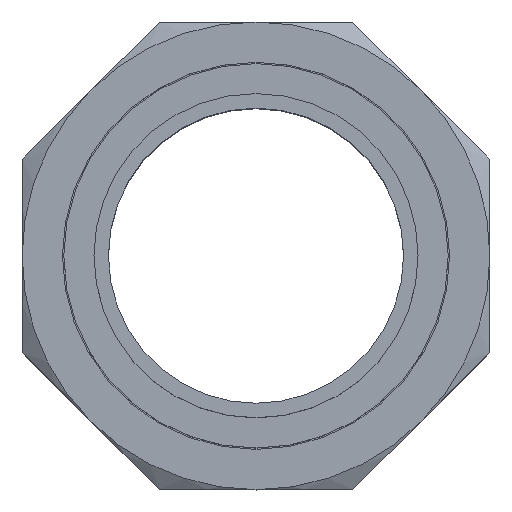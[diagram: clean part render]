
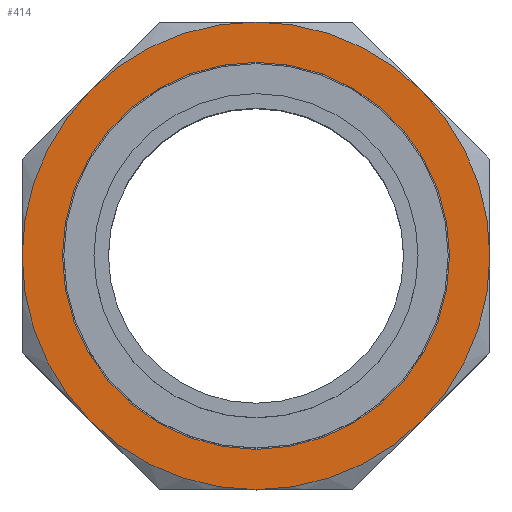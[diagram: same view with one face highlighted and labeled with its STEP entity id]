
A CAD part, top view. The second image highlights one B-rep face of the part: STEP entity #414.
In plain terms, the highlighted planar face has unit normal (0, 0, 1).
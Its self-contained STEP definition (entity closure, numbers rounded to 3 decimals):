
#173 = CARTESIAN_POINT ( 'NONE',  ( 43.5, 0., 15.5 ) ) ;
#235 = ORIENTED_EDGE ( 'NONE', *, *, #1127, .T. ) ;
#248 = ORIENTED_EDGE ( 'NONE', *, *, #393, .F. ) ;
#274 = ORIENTED_EDGE ( 'NONE', *, *, #2311, .F. ) ;
#280 = EDGE_LOOP ( 'NONE', ( #284, #282, #385, #375, #420, #419, #235, #416 ) ) ;
#282 = ORIENTED_EDGE ( 'NONE', *, *, #2356, .T. ) ;
#284 = ORIENTED_EDGE ( 'NONE', *, *, #1417, .T. ) ;
#302 = VERTEX_POINT ( 'NONE', #1344 ) ;
#340 = EDGE_CURVE ( 'NONE', #302, #2372, #1476, .T. ) ;
#375 = ORIENTED_EDGE ( 'NONE', *, *, #340, .T. ) ;
#385 = ORIENTED_EDGE ( 'NONE', *, *, #2314, .T. ) ;
#393 = EDGE_CURVE ( 'NONE', #2323, #2327, #1507, .T. ) ;
#406 = EDGE_LOOP ( 'NONE', ( #248, #274 ) ) ;
#414 = ADVANCED_FACE ( 'NONE', ( #1577, #1532 ), #1180, .F. ) ;
#416 = ORIENTED_EDGE ( 'NONE', *, *, #1113, .T. ) ;
#419 = ORIENTED_EDGE ( 'NONE', *, *, #463, .T. ) ;
#420 = ORIENTED_EDGE ( 'NONE', *, *, #465, .T. ) ;
#449 = VERTEX_POINT ( 'NONE', #848 ) ;
#463 = EDGE_CURVE ( 'NONE', #449, #1129, #942, .T. ) ;
#465 = EDGE_CURVE ( 'NONE', #2372, #449, #1636, .T. ) ;
#534 = VERTEX_POINT ( 'NONE', #173 ) ;
#568 = AXIS2_PLACEMENT_3D ( 'NONE', #569, #573, #572 ) ;
#569 = CARTESIAN_POINT ( 'NONE',  ( 0., 0., 15.5 ) ) ;
#572 = DIRECTION ( 'NONE',  ( 1., 0., 0. ) ) ;
#573 = DIRECTION ( 'NONE',  ( 0., 0., 1. ) ) ;
#577 = CIRCLE ( 'NONE', #568, 43.5 ) ;
#636 = CARTESIAN_POINT ( 'NONE',  ( 30.759, -30.759, 15.5 ) ) ;
#675 = CARTESIAN_POINT ( 'NONE',  ( 0., 0., 15.5 ) ) ;
#676 = AXIS2_PLACEMENT_3D ( 'NONE', #675, #681, #680 ) ;
#680 = DIRECTION ( 'NONE',  ( 1., 0., 0. ) ) ;
#681 = DIRECTION ( 'NONE',  ( 0., 0., 1. ) ) ;
#682 = CIRCLE ( 'NONE', #676, 43.5 ) ;
#718 = DIRECTION ( 'NONE',  ( 1., 0., 0. ) ) ;
#719 = DIRECTION ( 'NONE',  ( 0., 0., 1. ) ) ;
#726 = CARTESIAN_POINT ( 'NONE',  ( 0., -43.5, 15.5 ) ) ;
#732 = CARTESIAN_POINT ( 'NONE',  ( 0., 0., 15.5 ) ) ;
#733 = AXIS2_PLACEMENT_3D ( 'NONE', #732, #719, #718 ) ;
#734 = CIRCLE ( 'NONE', #733, 43.5 ) ;
#848 = CARTESIAN_POINT ( 'NONE',  ( -30.759, -30.759, 15.5 ) ) ;
#876 = DIRECTION ( 'NONE',  ( 1., 0., 0. ) ) ;
#877 = DIRECTION ( 'NONE',  ( 0., 0., 1. ) ) ;
#878 = CARTESIAN_POINT ( 'NONE',  ( 0., 0., 15.5 ) ) ;
#879 = AXIS2_PLACEMENT_3D ( 'NONE', #878, #877, #876 ) ;
#895 = CIRCLE ( 'NONE', #879, 43.5 ) ;
#896 = CARTESIAN_POINT ( 'NONE',  ( 0., 43.5, 15.5 ) ) ;
#898 = DIRECTION ( 'NONE',  ( 1., 0., 0. ) ) ;
#899 = DIRECTION ( 'NONE',  ( 0., 0., 1. ) ) ;
#900 = CARTESIAN_POINT ( 'NONE',  ( 0., 0., 15.5 ) ) ;
#901 = AXIS2_PLACEMENT_3D ( 'NONE', #900, #899, #898 ) ;
#902 = CIRCLE ( 'NONE', #901, 36. ) ;
#920 = CARTESIAN_POINT ( 'NONE',  ( -36., 0., 15.5 ) ) ;
#924 = CARTESIAN_POINT ( 'NONE',  ( 36., 0., 15.5 ) ) ;
#936 = CARTESIAN_POINT ( 'NONE',  ( 0., 0., 15.5 ) ) ;
#939 = DIRECTION ( 'NONE',  ( 1., 0., 0. ) ) ;
#940 = DIRECTION ( 'NONE',  ( 0., 0., 1. ) ) ;
#941 = AXIS2_PLACEMENT_3D ( 'NONE', #936, #940, #939 ) ;
#942 = CIRCLE ( 'NONE', #941, 43.5 ) ;
#1004 = CARTESIAN_POINT ( 'NONE',  ( 30.759, 30.759, 15.5 ) ) ;
#1049 = CARTESIAN_POINT ( 'NONE',  ( -43.5, 0., 15.5 ) ) ;
#1060 = DIRECTION ( 'NONE',  ( 1., 0., 0. ) ) ;
#1061 = DIRECTION ( 'NONE',  ( 0., 0., 1. ) ) ;
#1062 = CARTESIAN_POINT ( 'NONE',  ( 0., 0., 15.5 ) ) ;
#1063 = AXIS2_PLACEMENT_3D ( 'NONE', #1062, #1061, #1060 ) ;
#1064 = CIRCLE ( 'NONE', #1063, 43.5 ) ;
#1113 = EDGE_CURVE ( 'NONE', #1120, #534, #577, .T. ) ;
#1120 = VERTEX_POINT ( 'NONE', #636 ) ;
#1127 = EDGE_CURVE ( 'NONE', #1129, #1120, #734, .T. ) ;
#1129 = VERTEX_POINT ( 'NONE', #726 ) ;
#1162 = DIRECTION ( 'NONE',  ( 1., 0., 0. ) ) ;
#1180 = PLANE ( 'NONE',  #1188 ) ;
#1188 = AXIS2_PLACEMENT_3D ( 'NONE', #1189, #1190, #1191 ) ;
#1189 = CARTESIAN_POINT ( 'NONE',  ( 0., 43.5, 15.5 ) ) ;
#1190 = DIRECTION ( 'NONE',  ( 0., 0., -1. ) ) ;
#1191 = DIRECTION ( 'NONE',  ( -1., 0., 0. ) ) ;
#1344 = CARTESIAN_POINT ( 'NONE',  ( -30.759, 30.759, 15.5 ) ) ;
#1417 = EDGE_CURVE ( 'NONE', #534, #2366, #682, .T. ) ;
#1473 = DIRECTION ( 'NONE',  ( 0., 0., 1. ) ) ;
#1474 = CARTESIAN_POINT ( 'NONE',  ( 0., 0., 15.5 ) ) ;
#1475 = AXIS2_PLACEMENT_3D ( 'NONE', #1474, #1473, #1162 ) ;
#1476 = CIRCLE ( 'NONE', #1475, 43.5 ) ;
#1503 = DIRECTION ( 'NONE',  ( 1., 0., 0. ) ) ;
#1504 = DIRECTION ( 'NONE',  ( 0., 0., 1. ) ) ;
#1505 = CARTESIAN_POINT ( 'NONE',  ( 0., 0., 15.5 ) ) ;
#1506 = AXIS2_PLACEMENT_3D ( 'NONE', #1505, #1504, #1503 ) ;
#1507 = CIRCLE ( 'NONE', #1506, 36. ) ;
#1532 = FACE_OUTER_BOUND ( 'NONE', #280, .T. ) ;
#1577 = FACE_BOUND ( 'NONE', #406, .T. ) ;
#1620 = DIRECTION ( 'NONE',  ( 1., 0., 0. ) ) ;
#1621 = DIRECTION ( 'NONE',  ( 0., 0., 1. ) ) ;
#1622 = CARTESIAN_POINT ( 'NONE',  ( 0., 0., 15.5 ) ) ;
#1623 = AXIS2_PLACEMENT_3D ( 'NONE', #1622, #1621, #1620 ) ;
#1636 = CIRCLE ( 'NONE', #1623, 43.5 ) ;
#2311 = EDGE_CURVE ( 'NONE', #2327, #2323, #902, .T. ) ;
#2312 = VERTEX_POINT ( 'NONE', #896 ) ;
#2314 = EDGE_CURVE ( 'NONE', #2312, #302, #895, .T. ) ;
#2323 = VERTEX_POINT ( 'NONE', #924 ) ;
#2327 = VERTEX_POINT ( 'NONE', #920 ) ;
#2356 = EDGE_CURVE ( 'NONE', #2366, #2312, #1064, .T. ) ;
#2366 = VERTEX_POINT ( 'NONE', #1004 ) ;
#2372 = VERTEX_POINT ( 'NONE', #1049 ) ;
